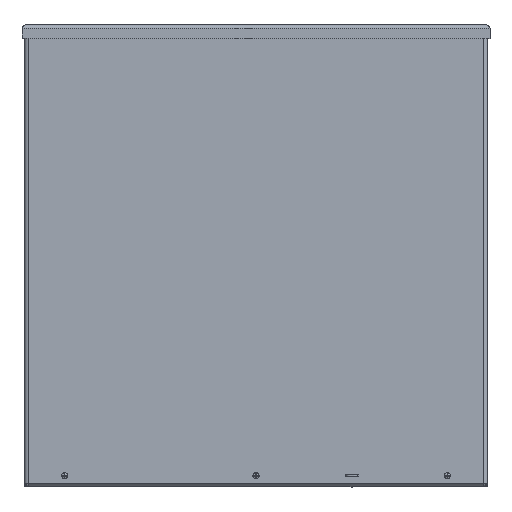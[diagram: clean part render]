
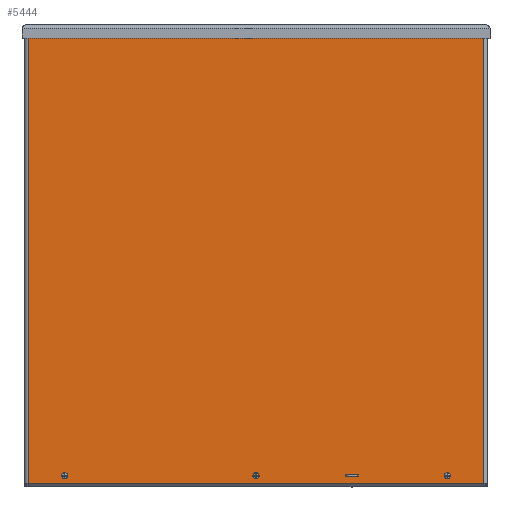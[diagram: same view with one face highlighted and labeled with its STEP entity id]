
A CAD part, top view. The second image highlights one B-rep face of the part: STEP entity #5444.
In plain terms, the highlighted face is planar.
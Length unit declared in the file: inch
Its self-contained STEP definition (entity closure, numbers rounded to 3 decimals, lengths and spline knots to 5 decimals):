
#242=FACE_BOUND('',#1048,.T.);
#243=FACE_BOUND('',#1049,.T.);
#244=FACE_BOUND('',#1050,.T.);
#245=FACE_BOUND('',#1051,.T.);
#246=FACE_BOUND('',#1052,.T.);
#247=FACE_BOUND('',#1053,.T.);
#248=FACE_BOUND('',#1054,.T.);
#408=PLANE('',#5868);
#685=FACE_OUTER_BOUND('',#1047,.T.);
#1047=EDGE_LOOP('',(#4324,#4325,#4326,#4327));
#1048=EDGE_LOOP('',(#4328));
#1049=EDGE_LOOP('',(#4329));
#1050=EDGE_LOOP('',(#4330));
#1051=EDGE_LOOP('',(#4331));
#1052=EDGE_LOOP('',(#4332,#4333,#4334,#4335,#4336,#4337,#4338,#4339));
#1053=EDGE_LOOP('',(#4340));
#1054=EDGE_LOOP('',(#4341));
#1498=LINE('',#9033,#1954);
#1502=LINE('',#9045,#1958);
#1506=LINE('',#9057,#1962);
#1511=LINE('',#9069,#1967);
#1513=LINE('',#9086,#1969);
#1520=LINE('',#9107,#1976);
#1525=LINE('',#9123,#1981);
#1527=LINE('',#9126,#1983);
#1954=VECTOR('',#6891,0.09375);
#1958=VECTOR('',#6903,0.78125);
#1962=VECTOR('',#6915,0.09375);
#1967=VECTOR('',#6928,0.78125);
#1969=VECTOR('',#6946,29.875);
#1976=VECTOR('',#6973,29.875);
#1981=VECTOR('',#6996,29.77);
#1983=VECTOR('',#7000,29.77);
#2202=CIRCLE('',#5815,0.125);
#2204=CIRCLE('',#5818,0.125);
#2206=CIRCLE('',#5821,0.125);
#2208=CIRCLE('',#5824,0.125);
#2209=CIRCLE('',#5826,0.03125);
#2211=CIRCLE('',#5830,0.03125);
#2213=CIRCLE('',#5834,0.03125);
#2215=CIRCLE('',#5838,0.03125);
#2218=CIRCLE('',#5843,0.125);
#2220=CIRCLE('',#5846,0.125);
#2553=VERTEX_POINT('',#9005);
#2555=VERTEX_POINT('',#9010);
#2557=VERTEX_POINT('',#9015);
#2559=VERTEX_POINT('',#9020);
#2560=VERTEX_POINT('',#9023);
#2561=VERTEX_POINT('',#9024);
#2564=VERTEX_POINT('',#9032);
#2566=VERTEX_POINT('',#9038);
#2568=VERTEX_POINT('',#9044);
#2570=VERTEX_POINT('',#9050);
#2572=VERTEX_POINT('',#9056);
#2574=VERTEX_POINT('',#9062);
#2577=VERTEX_POINT('',#9073);
#2579=VERTEX_POINT('',#9078);
#2581=VERTEX_POINT('',#9083);
#2582=VERTEX_POINT('',#9085);
#2585=VERTEX_POINT('',#9104);
#2586=VERTEX_POINT('',#9106);
#3151=EDGE_CURVE('',#2553,#2553,#2202,.T.);
#3153=EDGE_CURVE('',#2555,#2555,#2204,.T.);
#3155=EDGE_CURVE('',#2557,#2557,#2206,.T.);
#3157=EDGE_CURVE('',#2559,#2559,#2208,.T.);
#3158=EDGE_CURVE('',#2560,#2561,#2209,.T.);
#3162=EDGE_CURVE('',#2564,#2561,#1498,.T.);
#3165=EDGE_CURVE('',#2564,#2566,#2211,.T.);
#3168=EDGE_CURVE('',#2568,#2566,#1502,.T.);
#3171=EDGE_CURVE('',#2568,#2570,#2213,.T.);
#3174=EDGE_CURVE('',#2572,#2570,#1506,.T.);
#3177=EDGE_CURVE('',#2572,#2574,#2215,.T.);
#3181=EDGE_CURVE('',#2560,#2574,#1511,.T.);
#3183=EDGE_CURVE('',#2577,#2577,#2218,.T.);
#3185=EDGE_CURVE('',#2579,#2579,#2220,.T.);
#3188=EDGE_CURVE('',#2582,#2581,#1513,.T.);
#3199=EDGE_CURVE('',#2586,#2585,#1520,.T.);
#3207=EDGE_CURVE('',#2585,#2582,#1525,.T.);
#3209=EDGE_CURVE('',#2581,#2586,#1527,.T.);
#4324=ORIENTED_EDGE('',*,*,#3188,.T.);
#4325=ORIENTED_EDGE('',*,*,#3209,.T.);
#4326=ORIENTED_EDGE('',*,*,#3199,.T.);
#4327=ORIENTED_EDGE('',*,*,#3207,.T.);
#4328=ORIENTED_EDGE('',*,*,#3151,.T.);
#4329=ORIENTED_EDGE('',*,*,#3153,.T.);
#4330=ORIENTED_EDGE('',*,*,#3155,.T.);
#4331=ORIENTED_EDGE('',*,*,#3157,.T.);
#4332=ORIENTED_EDGE('',*,*,#3162,.T.);
#4333=ORIENTED_EDGE('',*,*,#3158,.F.);
#4334=ORIENTED_EDGE('',*,*,#3181,.T.);
#4335=ORIENTED_EDGE('',*,*,#3177,.F.);
#4336=ORIENTED_EDGE('',*,*,#3174,.T.);
#4337=ORIENTED_EDGE('',*,*,#3171,.F.);
#4338=ORIENTED_EDGE('',*,*,#3168,.T.);
#4339=ORIENTED_EDGE('',*,*,#3165,.F.);
#4340=ORIENTED_EDGE('',*,*,#3183,.T.);
#4341=ORIENTED_EDGE('',*,*,#3185,.T.);
#5444=ADVANCED_FACE('',(#685,#242,#243,#244,#245,#246,#247,#248),#408,.F.);
#5815=AXIS2_PLACEMENT_3D('',#9006,#6861,#6862);
#5818=AXIS2_PLACEMENT_3D('',#9011,#6867,#6868);
#5821=AXIS2_PLACEMENT_3D('',#9016,#6873,#6874);
#5824=AXIS2_PLACEMENT_3D('',#9021,#6879,#6880);
#5826=AXIS2_PLACEMENT_3D('',#9025,#6883,#6884);
#5830=AXIS2_PLACEMENT_3D('',#9039,#6896,#6897);
#5834=AXIS2_PLACEMENT_3D('',#9051,#6908,#6909);
#5838=AXIS2_PLACEMENT_3D('',#9063,#6920,#6921);
#5843=AXIS2_PLACEMENT_3D('',#9074,#6933,#6934);
#5846=AXIS2_PLACEMENT_3D('',#9079,#6939,#6940);
#5868=AXIS2_PLACEMENT_3D('',#9125,#6998,#6999);
#6861=DIRECTION('center_axis',(0.,0.,1.));
#6862=DIRECTION('ref_axis',(1.,0.,0.));
#6867=DIRECTION('center_axis',(0.,0.,1.));
#6868=DIRECTION('ref_axis',(1.,0.,0.));
#6873=DIRECTION('center_axis',(0.,0.,1.));
#6874=DIRECTION('ref_axis',(1.,0.,0.));
#6879=DIRECTION('center_axis',(0.,0.,1.));
#6880=DIRECTION('ref_axis',(1.,0.,0.));
#6883=DIRECTION('center_axis',(0.,0.,-1.));
#6884=DIRECTION('ref_axis',(0.707,0.707,0.));
#6891=DIRECTION('',(0.,1.,0.));
#6896=DIRECTION('center_axis',(0.,0.,-1.));
#6897=DIRECTION('ref_axis',(0.707,-0.707,0.));
#6903=DIRECTION('',(1.,0.,0.));
#6908=DIRECTION('center_axis',(0.,0.,-1.));
#6909=DIRECTION('ref_axis',(-0.707,-0.707,0.));
#6915=DIRECTION('',(0.,-1.,0.));
#6920=DIRECTION('center_axis',(0.,0.,-1.));
#6921=DIRECTION('ref_axis',(-0.707,0.707,0.));
#6928=DIRECTION('',(-1.,0.,0.));
#6933=DIRECTION('center_axis',(0.,0.,1.));
#6934=DIRECTION('ref_axis',(1.,0.,0.));
#6939=DIRECTION('center_axis',(0.,0.,1.));
#6940=DIRECTION('ref_axis',(1.,0.,0.));
#6946=DIRECTION('',(0.,-1.,0.));
#6973=DIRECTION('',(0.,1.,0.));
#6996=DIRECTION('',(1.,0.,0.));
#6998=DIRECTION('center_axis',(0.,0.,1.));
#6999=DIRECTION('ref_axis',(1.,0.,0.));
#7000=DIRECTION('',(-1.,0.,0.));
#9005=CARTESIAN_POINT('',(-12.625,14.40625,0.));
#9006=CARTESIAN_POINT('Origin',(-12.5,14.40625,0.));
#9010=CARTESIAN_POINT('',(-12.625,-14.40625,0.));
#9011=CARTESIAN_POINT('Origin',(-12.5,-14.40625,0.));
#9015=CARTESIAN_POINT('',(-0.125,14.40625,0.));
#9016=CARTESIAN_POINT('Origin',(0.,14.40625,0.));
#9020=CARTESIAN_POINT('',(-0.125,-14.40625,0.));
#9021=CARTESIAN_POINT('Origin',(0.,-14.40625,0.));
#9023=CARTESIAN_POINT('',(6.64063,14.46363,0.));
#9024=CARTESIAN_POINT('',(6.67188,14.43238,0.));
#9025=CARTESIAN_POINT('Origin',(6.64063,14.43238,0.));
#9032=CARTESIAN_POINT('',(6.67188,14.33863,0.));
#9033=CARTESIAN_POINT('',(6.67188,7.15369,0.));
#9038=CARTESIAN_POINT('',(6.64063,14.30738,0.));
#9039=CARTESIAN_POINT('Origin',(6.64063,14.33863,0.));
#9044=CARTESIAN_POINT('',(5.85938,14.30738,0.));
#9045=CARTESIAN_POINT('',(2.91406,14.30738,0.));
#9050=CARTESIAN_POINT('',(5.82813,14.33863,0.));
#9051=CARTESIAN_POINT('Origin',(5.85938,14.33863,0.));
#9056=CARTESIAN_POINT('',(5.82813,14.43238,0.));
#9057=CARTESIAN_POINT('',(5.82813,7.23181,0.));
#9062=CARTESIAN_POINT('',(5.85938,14.46363,0.));
#9063=CARTESIAN_POINT('Origin',(5.85938,14.43238,0.));
#9069=CARTESIAN_POINT('',(3.33594,14.46363,0.));
#9073=CARTESIAN_POINT('',(12.375,14.40625,0.));
#9074=CARTESIAN_POINT('Origin',(12.5,14.40625,0.));
#9078=CARTESIAN_POINT('',(12.375,-14.40625,0.));
#9079=CARTESIAN_POINT('Origin',(12.5,-14.40625,0.));
#9083=CARTESIAN_POINT('',(14.885,-14.9375,0.));
#9085=CARTESIAN_POINT('',(14.885,14.9375,0.));
#9086=CARTESIAN_POINT('',(14.885,7.46875,0.));
#9104=CARTESIAN_POINT('',(-14.885,14.9375,0.));
#9106=CARTESIAN_POINT('',(-14.885,-14.9375,0.));
#9107=CARTESIAN_POINT('',(-14.885,-7.46875,0.));
#9123=CARTESIAN_POINT('',(-15.125,14.9375,0.));
#9125=CARTESIAN_POINT('Origin',(0.,0.,
0.));
#9126=CARTESIAN_POINT('',(15.125,-14.9375,0.));
